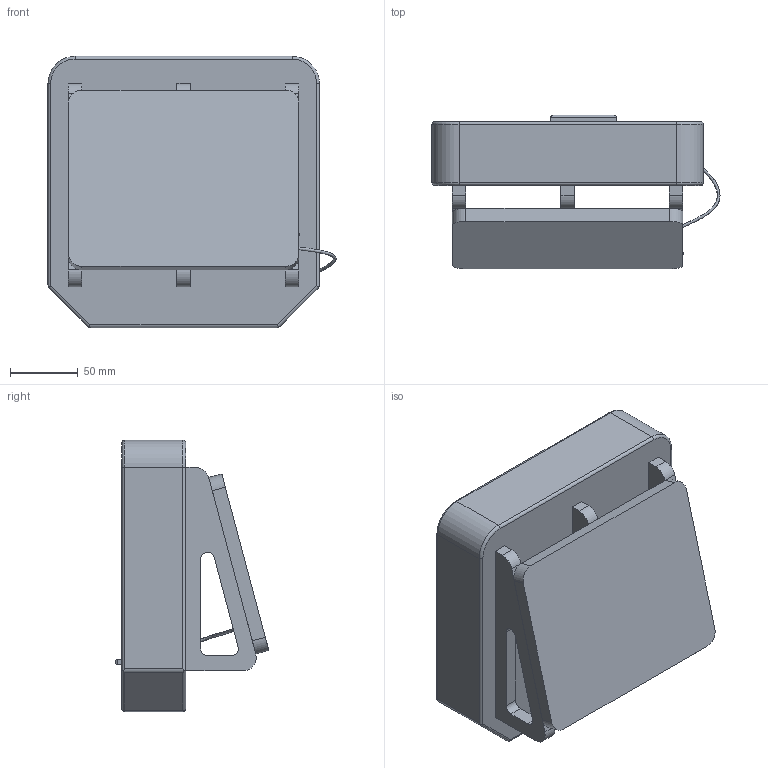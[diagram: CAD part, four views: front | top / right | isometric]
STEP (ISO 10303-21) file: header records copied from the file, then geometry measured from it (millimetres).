
FILE_DESCRIPTION(/* description */ ('','CAx-IF Rec.Pracs.---Representation and Presentation of Product Manufacturing Information (PMI)---4.0---2014-10-13'),/* implementation_level */ '2;1');
FILE_NAME(/* name */ 'Untitled v2.step',/* time_stamp */ '2025-03-08T14:05:48+05:30',/* author */ (''),/* organization */ (''),/* preprocessor_version */ 'ST-DEVELOPER v20',/* originating_system */ 'Autodesk Translation Framework v13.20.0.188',/* authorisation */ '');
FILE_SCHEMA (('AP242_MANAGED_MODEL_BASED_3D_ENGINEERING_MIM_LF { 1 0 10303 442 1 1 4 }'));
Length unit declared in the file: millimetre
Products named in the file (16): Untitled; Component1; Component2; Component3; CRADKE; mumbai_hack 1; D_MELF; Relay_SPDT_Finder_36.11; JST_EH_B6B-EH-A_1x06_P2.50mm_Vertical; ESP32-S3-WROOM-1; JST_EH_B2B-EH-A_1x02_P2.50mm_Vertical; TO-18-3; mumbai_hack_PCB; JST_EH_B3B-EH-A_1x03_P2.50mm_Vertical; JST_EH_B4B-EH-A_1x04_P2.50mm_Vertical; Component5
Assembly tree (26 placements, depth 3):
  Untitled
    Component1  x2
    Component2
    Component3
    CRADKE
    mumbai_hack 1
      JST_EH_B3B-EH-A_1x03_P2.50mm_Vertical  x8
      D_MELF
      Relay_SPDT_Finder_36.11
      JST_EH_B4B-EH-A_1x04_P2.50mm_Vertical  x4
      JST_EH_B6B-EH-A_1x06_P2.50mm_Vertical
      ESP32-S3-WROOM-1
      JST_EH_B2B-EH-A_1x02_P2.50mm_Vertical
      TO-18-3
      mumbai_hack_PCB
    Component5
Bounding box: 212.29 x 113.31 x 200 mm (x, y, z)
Volume: 1443761.1 mm3; surface area: 353942.2 mm2
Topology: 81 solids, 81 shells, 3312 faces, 8275 edges, 5239 vertices
Faces by surface type: plane 3009, cylinder 284, torus 8, sphere 8, bspline 2, cone 1
Full cylindrical faces by diameter (mm): 0.2 x18, 0.48 x3, 0.5 x1, 0.7 x3, 0.81 x4, 0.95 x46, 1 x2, 1.199 x2, 1.3 x11, 2.1 x2, 2.12 x1, 2.2 x2, 4 x2, 4.95 x1, 6.685 x1, 6.802 x1, 15 x1
Entity records: 64958 total; most frequent: CARTESIAN_POINT 11242, ORIENTED_EDGE 10548, DIRECTION 10172, EDGE_CURVE 5274, LINE 4732, VECTOR 4732, VERTEX_POINT 3305, AXIS2_PLACEMENT_3D 2720
